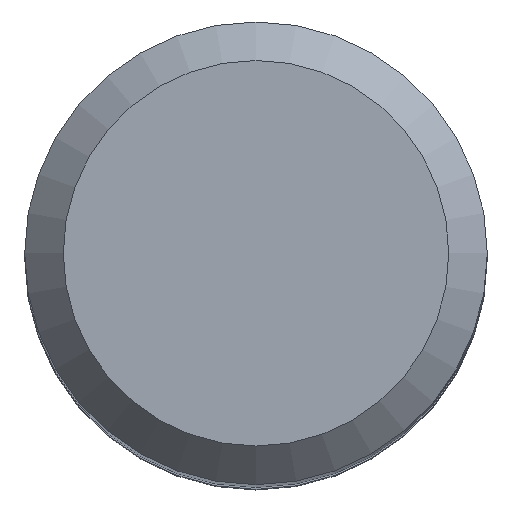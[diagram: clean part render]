
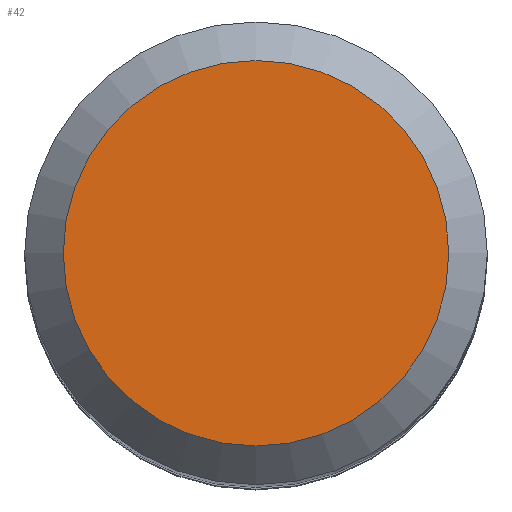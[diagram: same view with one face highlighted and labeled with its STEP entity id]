
A CAD part, top view. The second image highlights one B-rep face of the part: STEP entity #42.
In plain terms, the highlighted planar face has unit normal (0, 0, 1).
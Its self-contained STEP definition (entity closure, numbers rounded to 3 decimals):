
#1 = ORIENTED_EDGE ( 'NONE', *, *, #28, .F. ) ;
#9 = VERTEX_POINT ( 'NONE', #181 ) ;
#11 = AXIS2_PLACEMENT_3D ( 'NONE', #72, #136, #229 ) ;
#28 = EDGE_CURVE ( 'NONE', #9, #9, #145, .T. ) ;
#42 = ADVANCED_FACE ( 'NONE', ( #140 ), #173, .F. ) ;
#50 = AXIS2_PLACEMENT_3D ( 'NONE', #156, #114, #198 ) ;
#72 = CARTESIAN_POINT ( 'NONE',  ( 0., 0., 80. ) ) ;
#114 = DIRECTION ( 'NONE',  ( 0., 0., -1. ) ) ;
#123 = EDGE_LOOP ( 'NONE', ( #1 ) ) ;
#136 = DIRECTION ( 'NONE',  ( 0., 0., -1. ) ) ;
#140 = FACE_OUTER_BOUND ( 'NONE', #123, .T. ) ;
#145 = CIRCLE ( 'NONE', #50, 5. ) ;
#156 = CARTESIAN_POINT ( 'NONE',  ( 0., 0., 80. ) ) ;
#173 = PLANE ( 'NONE',  #11 ) ;
#181 = CARTESIAN_POINT ( 'NONE',  ( 0., 5., 80. ) ) ;
#198 = DIRECTION ( 'NONE',  ( 0., 1., 0. ) ) ;
#229 = DIRECTION ( 'NONE',  ( 0., 1., 0. ) ) ;
